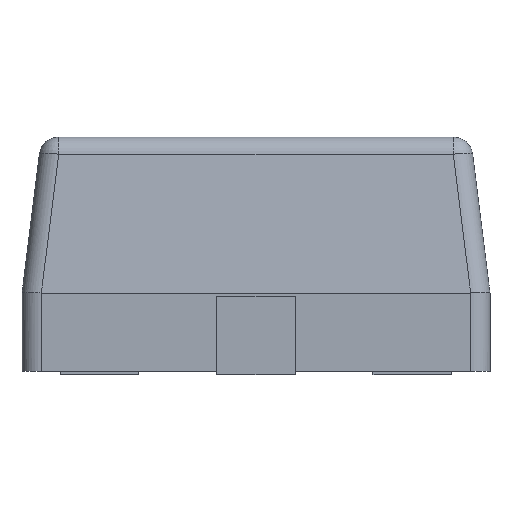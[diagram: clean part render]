
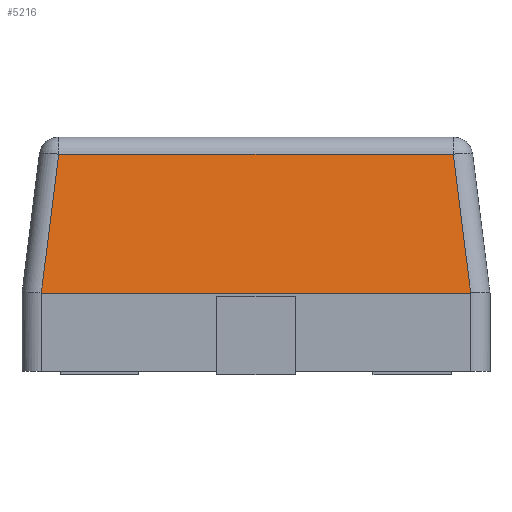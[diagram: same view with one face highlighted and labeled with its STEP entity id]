
A CAD part, left-side view. The second image highlights one B-rep face of the part: STEP entity #5216.
In plain terms, the highlighted planar face has unit normal (-0.992, 0, 0.124).
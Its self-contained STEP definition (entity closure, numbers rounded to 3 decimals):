
#321 = ORIENTED_EDGE ( 'NONE', *, *, #3651, .T. ) ;
#332 = CARTESIAN_POINT ( 'NONE',  ( -0.4, 0.599, 0.21 ) ) ;
#1227 = LINE ( 'NONE', #3323, #9831 ) ;
#2278 = CARTESIAN_POINT ( 'NONE',  ( -0.4, 0.55, 0.21 ) ) ;
#2347 = EDGE_CURVE ( 'NONE', #11157, #11296, #8373, .T. ) ;
#2451 = CARTESIAN_POINT ( 'NONE',  ( -0.4, 0.55, 0.21 ) ) ;
#2721 = DIRECTION ( 'NONE',  ( -0.992, 0., 0.124 ) ) ;
#2844 = CARTESIAN_POINT ( 'NONE',  ( -0.342, -0.492, 0.67 ) ) ;
#3151 = CARTESIAN_POINT ( 'NONE',  ( -0.4, -0.55, 0.21 ) ) ;
#3323 = CARTESIAN_POINT ( 'NONE',  ( -0.342, 0.492, 0.67 ) ) ;
#3569 = PLANE ( 'NONE',  #10571 ) ;
#3651 = EDGE_CURVE ( 'NONE', #10235, #6951, #1227, .T. ) ;
#3953 = CARTESIAN_POINT ( 'NONE',  ( -0.355, 0., 0.566 ) ) ;
#4167 = EDGE_CURVE ( 'NONE', #11576, #10235, #10569, .T. ) ;
#4212 = CARTESIAN_POINT ( 'NONE',  ( -0.355, -0.505, 0.566 ) ) ;
#4289 = CARTESIAN_POINT ( 'NONE',  ( -0.4, -0.55, 0.21 ) ) ;
#4784 = ORIENTED_EDGE ( 'NONE', *, *, #5767, .T. ) ;
#4793 = LINE ( 'NONE', #2844, #11245 ) ;
#5216 = ADVANCED_FACE ( 'NONE', ( #12270 ), #3569, .T. ) ;
#5264 = VERTEX_POINT ( 'NONE', #8533 ) ;
#5438 = CARTESIAN_POINT ( 'NONE',  ( -0.4, -0.549, 0.21 ) ) ;
#5529 = ORIENTED_EDGE ( 'NONE', *, *, #6260, .F. ) ;
#5767 = EDGE_CURVE ( 'NONE', #11296, #11576, #4793, .T. ) ;
#5896 = DIRECTION ( 'NONE',  ( 0., 1., 0. ) ) ;
#6260 = EDGE_CURVE ( 'NONE', #11157, #5264, #10815, .T. ) ;
#6268 = ORIENTED_EDGE ( 'NONE', *, *, #2347, .T. ) ;
#6760 = VECTOR ( 'NONE', #5896, 1000. ) ;
#6951 = VERTEX_POINT ( 'NONE', #2451 ) ;
#6973 = CARTESIAN_POINT ( 'NONE',  ( -0.4, -0.55, 0.21 ) ) ;
#6978 = CARTESIAN_POINT ( 'NONE',  ( -0.4, 0.55, 0.21 ) ) ;
#7031 = EDGE_LOOP ( 'NONE', ( #5529, #6268, #4784, #11428, #321, #7333 ) ) ;
#7109 = CARTESIAN_POINT ( 'NONE',  ( -0.355, 0.505, 0.566 ) ) ;
#7127 = DIRECTION ( 'NONE',  ( -0.123, 0.123, -0.985 ) ) ;
#7164 =( BOUNDED_CURVE ( )  B_SPLINE_CURVE ( 3, ( #6978, #2278, #7982, #11560 ),
 .UNSPECIFIED., .F., .F. ) 
 B_SPLINE_CURVE_WITH_KNOTS ( ( 4, 4 ),
 ( 6.275, 6.283 ),
 .UNSPECIFIED. ) 
 CURVE ( )  GEOMETRIC_REPRESENTATION_ITEM ( )  RATIONAL_B_SPLINE_CURVE ( ( 1., 1., 1., 1. ) ) 
 REPRESENTATION_ITEM ( '' )  );
#7333 = ORIENTED_EDGE ( 'NONE', *, *, #10452, .T. ) ;
#7485 = CARTESIAN_POINT ( 'NONE',  ( -0.35, 0., 0.609 ) ) ;
#7982 = CARTESIAN_POINT ( 'NONE',  ( -0.4, 0.55, 0.21 ) ) ;
#8373 =( BOUNDED_CURVE ( )  B_SPLINE_CURVE ( 3, ( #11747, #3151, #6973, #10794 ),
 .UNSPECIFIED., .F., .F. ) 
 B_SPLINE_CURVE_WITH_KNOTS ( ( 4, 4 ),
 ( 0., 0.008 ),
 .UNSPECIFIED. ) 
 CURVE ( )  GEOMETRIC_REPRESENTATION_ITEM ( )  RATIONAL_B_SPLINE_CURVE ( ( 1., 1., 1., 1. ) ) 
 REPRESENTATION_ITEM ( '' )  );
#8533 = CARTESIAN_POINT ( 'NONE',  ( -0.4, 0.549, 0.21 ) ) ;
#8599 = DIRECTION ( 'NONE',  ( 0.123, 0.123, 0.985 ) ) ;
#9055 = DIRECTION ( 'NONE',  ( 0., 1., 0. ) ) ;
#9831 = VECTOR ( 'NONE', #7127, 1000. ) ;
#10235 = VERTEX_POINT ( 'NONE', #7109 ) ;
#10452 = EDGE_CURVE ( 'NONE', #6951, #5264, #7164, .T. ) ;
#10569 = LINE ( 'NONE', #3953, #6760 ) ;
#10571 = AXIS2_PLACEMENT_3D ( 'NONE', #7485, #2721, #11307 ) ;
#10794 = CARTESIAN_POINT ( 'NONE',  ( -0.4, -0.55, 0.21 ) ) ;
#10815 = LINE ( 'NONE', #332, #11258 ) ;
#11157 = VERTEX_POINT ( 'NONE', #5438 ) ;
#11245 = VECTOR ( 'NONE', #8599, 1000. ) ;
#11258 = VECTOR ( 'NONE', #9055, 1000. ) ;
#11296 = VERTEX_POINT ( 'NONE', #4289 ) ;
#11307 = DIRECTION ( 'NONE',  ( 0., 1., 0. ) ) ;
#11428 = ORIENTED_EDGE ( 'NONE', *, *, #4167, .T. ) ;
#11560 = CARTESIAN_POINT ( 'NONE',  ( -0.4, 0.549, 0.21 ) ) ;
#11576 = VERTEX_POINT ( 'NONE', #4212 ) ;
#11747 = CARTESIAN_POINT ( 'NONE',  ( -0.4, -0.549, 0.21 ) ) ;
#12270 = FACE_OUTER_BOUND ( 'NONE', #7031, .T. ) ;
